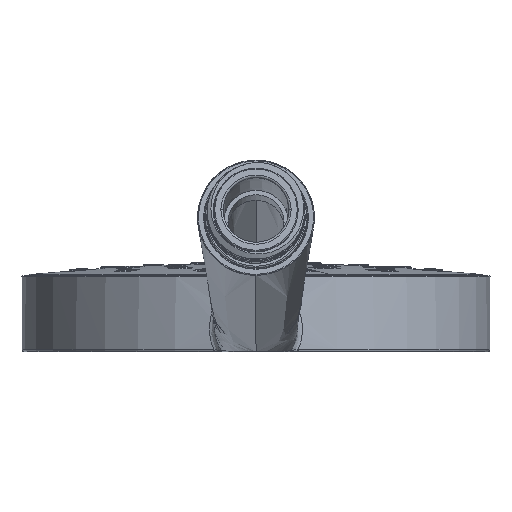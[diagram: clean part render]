
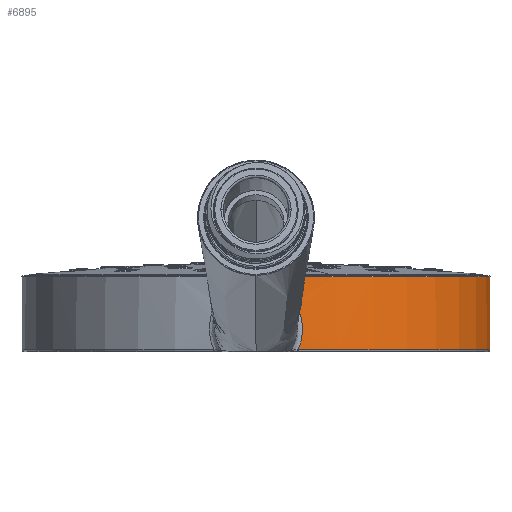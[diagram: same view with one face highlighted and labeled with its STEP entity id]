
A CAD part, front view. The second image highlights one B-rep face of the part: STEP entity #6895.
In plain terms, the highlighted cylindrical face has radius 50 mm (diameter 100 mm), a partial arc.
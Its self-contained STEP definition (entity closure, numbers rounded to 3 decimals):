
#313=CARTESIAN_POINT('',(0.,-0.5,0.));
#314=DIRECTION('',(0.,-1.,0.));
#315=DIRECTION('',(0.984,0.,0.18));
#316=AXIS2_PLACEMENT_3D('',#313,#314,#315);
#321=CARTESIAN_POINT('',(50.,-15.536,
0.));
#322=CARTESIAN_POINT('',(50.,-15.536,0.616));
#323=CARTESIAN_POINT('',(49.978,-15.413,1.841));
#324=CARTESIAN_POINT('',(49.873,-14.828,3.712));
#325=CARTESIAN_POINT('',(49.711,-13.862,5.452));
#326=CARTESIAN_POINT('',(49.513,-12.516,7.017));
#327=CARTESIAN_POINT('',(49.303,-10.79,8.348));
#328=CARTESIAN_POINT('',(49.126,-8.821,9.318));
#329=CARTESIAN_POINT('',(49.016,-6.732,9.872));
#330=CARTESIAN_POINT('',(48.987,-4.542,10.011));
#331=CARTESIAN_POINT('',(49.045,-2.43,9.728));
#332=CARTESIAN_POINT('',(49.132,-1.129,9.281));
#333=CARTESIAN_POINT('',(49.185,-0.5,8.991));
#338=CARTESIAN_POINT('',(0.,-16.1,0.));
#339=DIRECTION('',(0.,1.,0.));
#340=DIRECTION('',(-1.,0.,0.));
#341=AXIS2_PLACEMENT_3D('',#338,#339,#340);
#346=DIRECTION('',(0.,-1.,0.));
#347=VECTOR('',#346,15.6);
#348=CARTESIAN_POINT('',(-50.,-0.5,0.));
#349=LINE('',#348,#347);
#369=DIRECTION('',(0.,-1.,0.));
#370=VECTOR('',#369,0.564);
#371=CARTESIAN_POINT('',(50.,-15.536,
0.));
#372=LINE('',#371,#370);
#5611=CARTESIAN_POINT('',(50.,-15.536,
0.));
#5613=VERTEX_POINT('',#5611);
#5614=CARTESIAN_POINT('',(50.,-16.1,0.));
#5615=CARTESIAN_POINT('',(-50.,-16.1,0.));
#5616=VERTEX_POINT('',#5614);
#5617=VERTEX_POINT('',#5615);
#5898=CARTESIAN_POINT('',(-50.,-0.5,0.));
#5899=VERTEX_POINT('',#5898);
#5900=CARTESIAN_POINT('',(49.185,-0.5,8.991));
#5901=VERTEX_POINT('',#5900);
#6880=CARTESIAN_POINT('',(0.,0.,0.));
#6881=DIRECTION('',(0.,1.,0.));
#6882=DIRECTION('',(-1.,0.,0.));
#6883=AXIS2_PLACEMENT_3D('',#6880,#6881,#6882);
#6884=CYLINDRICAL_SURFACE('',#6883,50.);
#6885=ORIENTED_EDGE('',*,*,#6861,.F.);
#6886=ORIENTED_EDGE('',*,*,#6786,.F.);
#6888=ORIENTED_EDGE('',*,*,#6887,.T.);
#6890=ORIENTED_EDGE('',*,*,#6889,.F.);
#6892=ORIENTED_EDGE('',*,*,#6891,.F.);
#6893=EDGE_LOOP('',(#6885,#6886,#6888,#6890,#6892));
#6894=FACE_OUTER_BOUND('',#6893,.F.);
#6895=ADVANCED_FACE('',(#6894),#6884,.T.);
#317=CIRCLE('',#316,50.);
#334=B_SPLINE_CURVE_WITH_KNOTS('',3,(#321,#322,#323,#324,#325,#326,#327,#328,
#329,#330,#331,#332,#333),.UNSPECIFIED.,.F.,.F.,(4,1,1,1,1,1,1,1,1,1,4),(0.,
0.1,0.2,0.3,0.4,0.5,0.6,0.7,0.8,0.9,1.),.UNSPECIFIED.);
#342=CIRCLE('',#341,50.);
#6786=EDGE_CURVE('',#5613,#5901,#334,.T.);
#6861=EDGE_CURVE('',#5901,#5899,#317,.T.);
#6887=EDGE_CURVE('',#5613,#5616,#372,.T.);
#6889=EDGE_CURVE('',#5617,#5616,#342,.T.);
#6891=EDGE_CURVE('',#5899,#5617,#349,.T.);
